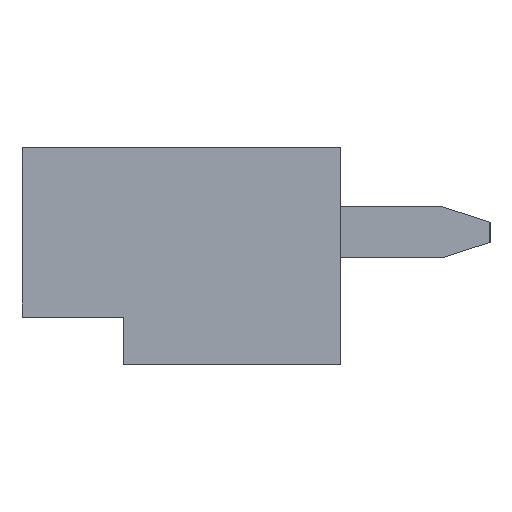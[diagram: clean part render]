
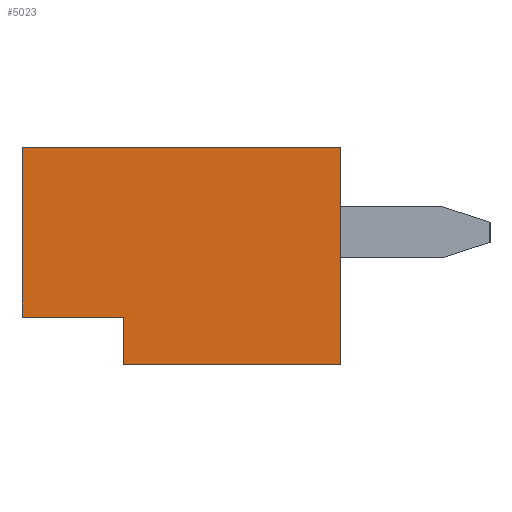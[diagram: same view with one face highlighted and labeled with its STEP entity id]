
A CAD part, left-side view. The second image highlights one B-rep face of the part: STEP entity #5023.
In plain terms, the highlighted planar face has unit normal (-1, 0, 0).
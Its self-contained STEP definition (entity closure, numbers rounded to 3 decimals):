
#325=FACE_OUTER_BOUND('',#600,.T.);
#600=EDGE_LOOP('',(#4429,#4430,#4431,#4432,#4433,#4434));
#1169=LINE('',#7693,#1857);
#1189=LINE('',#7732,#1877);
#1194=LINE('',#7744,#1882);
#1199=LINE('',#7754,#1887);
#1218=LINE('',#7791,#1906);
#1225=LINE('',#7804,#1913);
#1857=VECTOR('',#6337,10.);
#1877=VECTOR('',#6359,10.);
#1882=VECTOR('',#6366,10.);
#1887=VECTOR('',#6373,10.);
#1906=VECTOR('',#6400,10.);
#1913=VECTOR('',#6409,10.);
#2333=VERTEX_POINT('',#7690);
#2334=VERTEX_POINT('',#7692);
#2352=VERTEX_POINT('',#7730);
#2357=VERTEX_POINT('',#7741);
#2358=VERTEX_POINT('',#7743);
#2362=VERTEX_POINT('',#7753);
#2977=EDGE_CURVE('',#2334,#2333,#1169,.T.);
#2997=EDGE_CURVE('',#2333,#2352,#1189,.T.);
#3002=EDGE_CURVE('',#2358,#2357,#1194,.T.);
#3007=EDGE_CURVE('',#2362,#2358,#1199,.T.);
#3026=EDGE_CURVE('',#2362,#2352,#1218,.T.);
#3033=EDGE_CURVE('',#2334,#2357,#1225,.T.);
#4429=ORIENTED_EDGE('',*,*,#3002,.T.);
#4430=ORIENTED_EDGE('',*,*,#3033,.F.);
#4431=ORIENTED_EDGE('',*,*,#2977,.T.);
#4432=ORIENTED_EDGE('',*,*,#2997,.T.);
#4433=ORIENTED_EDGE('',*,*,#3026,.F.);
#4434=ORIENTED_EDGE('',*,*,#3007,.T.);
#4752=PLANE('',#5320);
#5023=ADVANCED_FACE('',(#325),#4752,.T.);
#5320=AXIS2_PLACEMENT_3D('',#7950,#6553,#6554);
#6337=DIRECTION('',(0.,0.,1.));
#6359=DIRECTION('',(0.,1.,0.));
#6366=DIRECTION('',(0.,0.,-1.));
#6373=DIRECTION('',(0.,-1.,0.));
#6400=DIRECTION('',(0.,0.,1.));
#6409=DIRECTION('',(0.,1.,0.));
#6553=DIRECTION('center_axis',(-1.,0.,0.));
#6554=DIRECTION('ref_axis',(0.,0.,1.));
#7690=CARTESIAN_POINT('',(0.,0.,0.));
#7692=CARTESIAN_POINT('',(0.,0.,-3.2));
#7693=CARTESIAN_POINT('',(0.,0.,-3.2));
#7730=CARTESIAN_POINT('',(0.,4.7,0.));
#7732=CARTESIAN_POINT('',(0.,0.,0.));
#7741=CARTESIAN_POINT('',(0.,3.2,-3.2));
#7743=CARTESIAN_POINT('',(0.,3.2,-2.5));
#7744=CARTESIAN_POINT('',(0.,3.2,-2.85));
#7753=CARTESIAN_POINT('',(0.,4.7,-2.5));
#7754=CARTESIAN_POINT('',(0.,2.35,-2.5));
#7791=CARTESIAN_POINT('',(0.,4.7,-3.2));
#7804=CARTESIAN_POINT('',(0.,0.,-3.2));
#7950=CARTESIAN_POINT('Origin',(0.,0.,-3.2));
